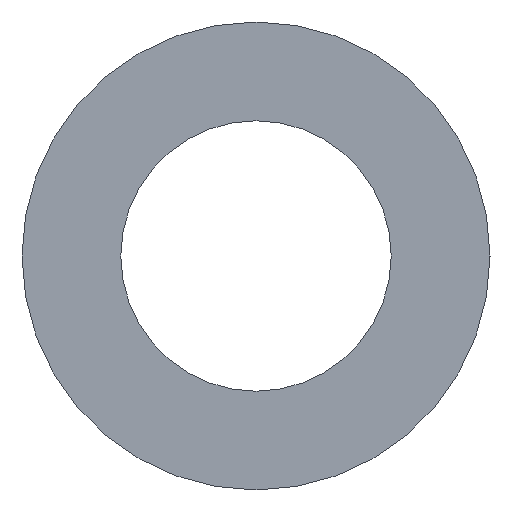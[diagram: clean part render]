
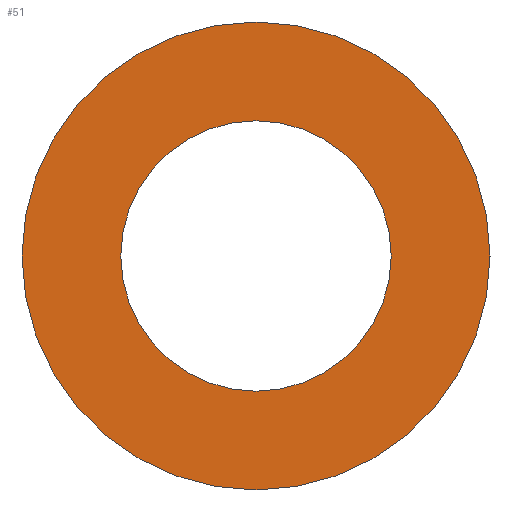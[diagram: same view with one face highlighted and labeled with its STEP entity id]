
A CAD part, left-side view. The second image highlights one B-rep face of the part: STEP entity #51.
In plain terms, the highlighted planar face has unit normal (-1, 0, 0).
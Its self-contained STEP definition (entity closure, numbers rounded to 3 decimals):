
#51=ADVANCED_FACE('',(#64,#65),#66,.T.);
#64=FACE_OUTER_BOUND('',#78,.T.);
#65=FACE_BOUND('',#79,.T.);
#66=PLANE('',#80);
#78=EDGE_LOOP('',(#116,#117));
#79=EDGE_LOOP('',(#118,#119));
#80=AXIS2_PLACEMENT_3D('',#120,#121,#122);
#116=ORIENTED_EDGE('',*,*,#128,.F.);
#117=ORIENTED_EDGE('',*,*,#132,.F.);
#118=ORIENTED_EDGE('',*,*,#134,.T.);
#119=ORIENTED_EDGE('',*,*,#124,.T.);
#120=CARTESIAN_POINT('',(0.,-3.55,0.0));
#121=DIRECTION('',(-1.0,0.,-0.0));
#122=DIRECTION('',(0.,1.0,0.0));
#124=EDGE_CURVE('',#138,#135,#139,.T.);
#128=EDGE_CURVE('',#143,#146,#147,.T.);
#132=EDGE_CURVE('',#146,#143,#152,.T.);
#134=EDGE_CURVE('',#135,#138,#154,.T.);
#135=VERTEX_POINT('',#155);
#138=VERTEX_POINT('',#159);
#139=CIRCLE('',#160,2.6);
#143=VERTEX_POINT('',#165);
#146=VERTEX_POINT('',#169);
#147=CIRCLE('',#170,4.5);
#152=CIRCLE('',#176,4.5);
#154=CIRCLE('',#178,2.6);
#155=CARTESIAN_POINT('',(0.,-2.6,0.0));
#159=CARTESIAN_POINT('',(0.,2.6,0.));
#160=AXIS2_PLACEMENT_3D('',#180,#181,#182);
#165=CARTESIAN_POINT('',(0.,-4.5,0.0));
#169=CARTESIAN_POINT('',(0.,4.5,0.));
#170=AXIS2_PLACEMENT_3D('',#188,#189,#190);
#176=AXIS2_PLACEMENT_3D('',#198,#199,#200);
#178=AXIS2_PLACEMENT_3D('',#204,#205,#206);
#180=CARTESIAN_POINT('',(0.0,0.0,0.0));
#181=DIRECTION('',(1.0,0.,0.0));
#182=DIRECTION('',(0.,-1.0,0.0));
#188=CARTESIAN_POINT('',(0.0,0.0,0.0));
#189=DIRECTION('',(1.0,0.,0.0));
#190=DIRECTION('',(0.,-1.0,0.0));
#198=CARTESIAN_POINT('',(0.0,0.0,0.0));
#199=DIRECTION('',(1.0,0.,0.0));
#200=DIRECTION('',(0.,-1.0,0.0));
#204=CARTESIAN_POINT('',(0.0,0.0,0.0));
#205=DIRECTION('',(1.0,0.,0.0));
#206=DIRECTION('',(0.,-1.0,0.0));
